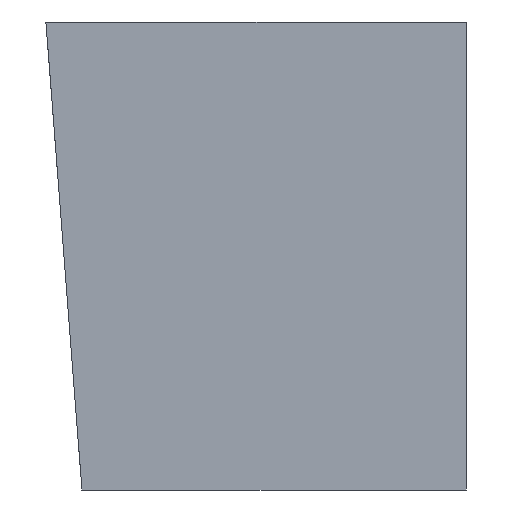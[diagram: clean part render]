
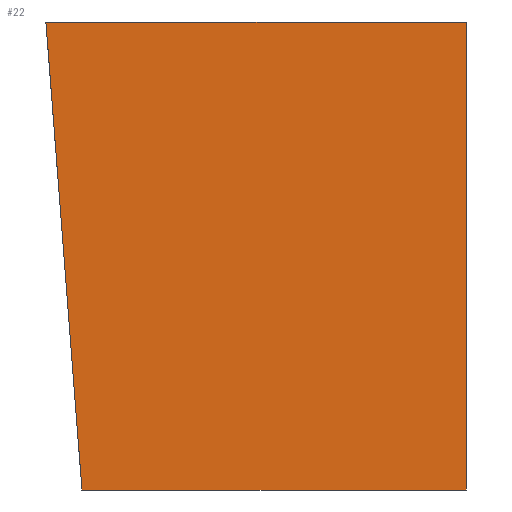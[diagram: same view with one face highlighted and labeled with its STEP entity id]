
A CAD part, left-side view. The second image highlights one B-rep face of the part: STEP entity #22.
In plain terms, the highlighted planar face has unit normal (-1, 0, 0).
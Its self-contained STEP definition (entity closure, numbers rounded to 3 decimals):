
#22 = ADVANCED_FACE ( 'Face1', ( #279 ), #336, .F. ) ;
#39 = EDGE_CURVE ( 'NONE', #411, #311, #213, .T. ) ;
#42 = EDGE_CURVE ( 'NONE', #317, #437, #244, .T. ) ;
#51 = EDGE_CURVE ( 'NONE', #317, #411, #274, .T. ) ;
#56 = EDGE_CURVE ( 'NONE', #311, #437, #162, .T. ) ;
#78 = AXIS2_PLACEMENT_3D ( 'NONE', #348, #371, #365 ) ;
#109 = ORIENTED_EDGE ( 'NONE', *, *, #42, .T. ) ;
#111 = ORIENTED_EDGE ( 'NONE', *, *, #51, .F. ) ;
#120 = ORIENTED_EDGE ( 'NONE', *, *, #39, .F. ) ;
#132 = ORIENTED_EDGE ( 'NONE', *, *, #56, .F. ) ;
#162 = LINE ( 'NONE', #347, #298 ) ;
#213 = LINE ( 'NONE', #472, #218 ) ;
#218 = VECTOR ( 'NONE', #399, 1000. ) ;
#244 = LINE ( 'NONE', #337, #296 ) ;
#264 = EDGE_LOOP ( 'NONE', ( #120, #111, #109, #132 ) ) ;
#267 = VECTOR ( 'NONE', #416, 1000. ) ;
#274 = LINE ( 'NONE', #424, #267 ) ;
#279 = FACE_OUTER_BOUND ( 'NONE', #264, .T. ) ;
#296 = VECTOR ( 'NONE', #402, 1000. ) ;
#298 = VECTOR ( 'NONE', #344, 1000. ) ;
#308 = CARTESIAN_POINT ( 'NONE',  ( -8.001, 0., -3.048 ) ) ;
#311 = VERTEX_POINT ( 'NONE', #351 ) ;
#317 = VERTEX_POINT ( 'NONE', #308 ) ;
#336 = PLANE ( 'NONE',  #78 ) ;
#337 = CARTESIAN_POINT ( 'NONE',  ( -8.001, -5.004, -3.048 ) ) ;
#344 = DIRECTION ( 'NONE',  ( 0., 0., -1. ) ) ;
#347 = CARTESIAN_POINT ( 'NONE',  ( -8.001, -5.004, 3.048 ) ) ;
#348 = CARTESIAN_POINT ( 'NONE',  ( -8.001, -5.004, 3.048 ) ) ;
#351 = CARTESIAN_POINT ( 'NONE',  ( -8.001, -5.004, 3.048 ) ) ;
#365 = DIRECTION ( 'NONE',  ( 0., 0., -1. ) ) ;
#371 = DIRECTION ( 'NONE',  ( 1., 0., 0. ) ) ;
#399 = DIRECTION ( 'NONE',  ( 0., -1., 0. ) ) ;
#402 = DIRECTION ( 'NONE',  ( 0., -1., 0. ) ) ;
#411 = VERTEX_POINT ( 'NONE', #491 ) ;
#416 = DIRECTION ( 'NONE',  ( 0., 0.077, 0.997 ) ) ;
#424 = CARTESIAN_POINT ( 'NONE',  ( -8.001, 0., -3.048 ) ) ;
#437 = VERTEX_POINT ( 'NONE', #475 ) ;
#472 = CARTESIAN_POINT ( 'NONE',  ( -8.001, -5.004, 3.048 ) ) ;
#475 = CARTESIAN_POINT ( 'NONE',  ( -8.001, -5.004, -3.048 ) ) ;
#491 = CARTESIAN_POINT ( 'NONE',  ( -8.001, 0.469, 3.048 ) ) ;
